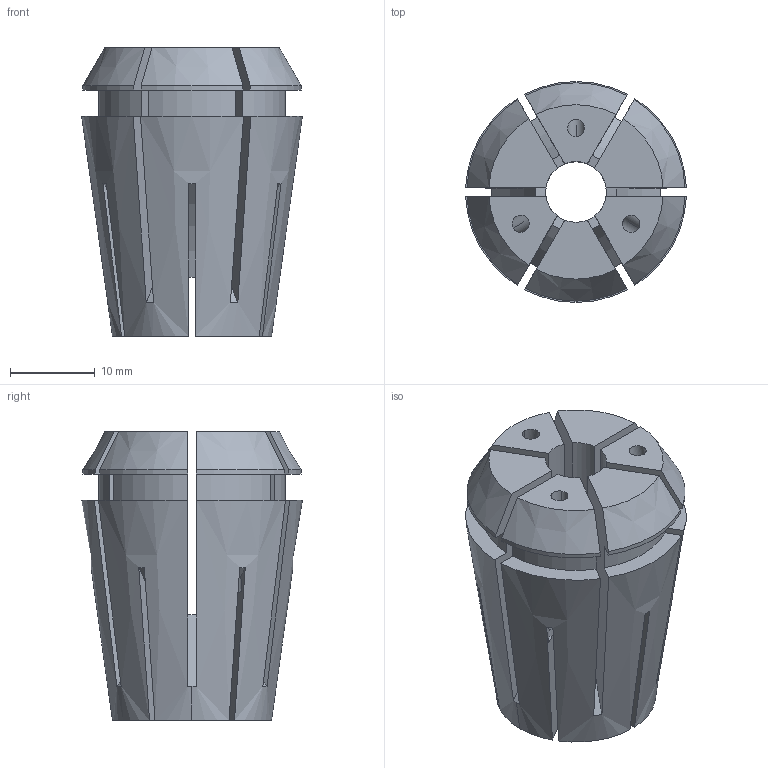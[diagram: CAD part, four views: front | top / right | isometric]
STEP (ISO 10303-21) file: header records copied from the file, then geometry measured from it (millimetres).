
FILE_DESCRIPTION (( 'STEP AP203' ), '1' );
FILE_NAME ('STP-5250-112-025-A18-0(04426-0.281).STEP', '2022-08-03T05:43:24', ( '' ), ( '' ), 'SwSTEP 2.0', 'SolidWorks 2017', '' );
FILE_SCHEMA (( 'CONFIG_CONTROL_DESIGN' ));
Length unit declared in the file: millimetre
Products named in the file (1): STP-5250-112-025-A18-0(04426-0.281)
Bounding box: 25.98 x 26 x 34 mm (x, y, z)
Volume: 10354.6 mm3; surface area: 7419.4 mm2
Topology: 1 solids, 1 shells, 115 faces, 351 edges, 234 vertices
Faces by surface type: plane 58, cylinder 49, cone 8
Entity records: 4199 total; most frequent: CARTESIAN_POINT 1004, ORIENTED_EDGE 702, DIRECTION 629, EDGE_CURVE 351, AXIS2_PLACEMENT_3D 244, VERTEX_POINT 234, VECTOR 141, LINE 141
